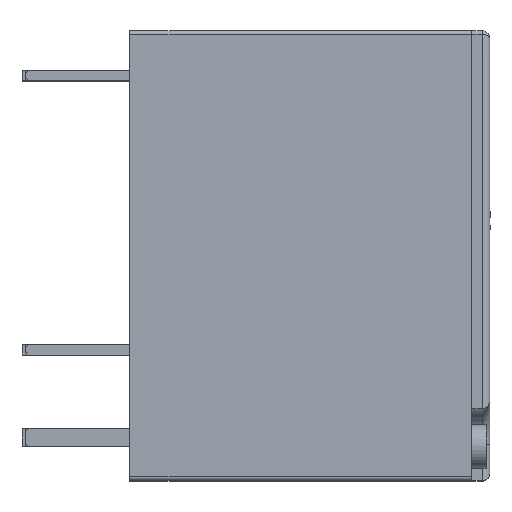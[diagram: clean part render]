
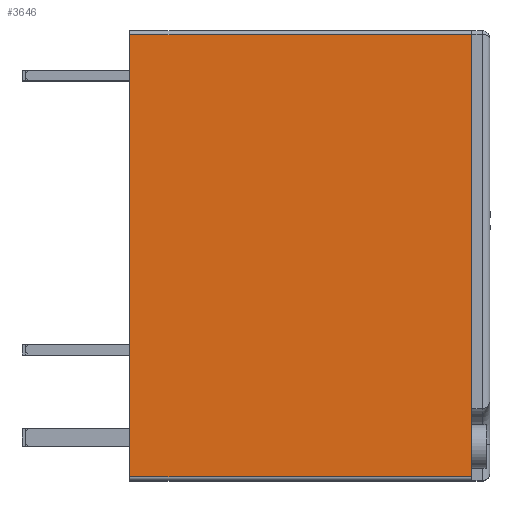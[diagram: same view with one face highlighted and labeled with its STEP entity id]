
A CAD part, top view. The second image highlights one B-rep face of the part: STEP entity #3646.
In plain terms, the highlighted planar face has unit normal (0, 0, 1).
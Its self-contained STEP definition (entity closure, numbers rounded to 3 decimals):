
#2318 = PLANE('',#2319);
#2319 = AXIS2_PLACEMENT_3D('',#2320,#2321,#2322);
#2320 = CARTESIAN_POINT('',(12.5,-0.95,-1.05));
#2321 = DIRECTION('',(1.,0.,0.));
#2322 = DIRECTION('',(0.,0.,1.));
#2375 = PLANE('',#2376);
#2376 = AXIS2_PLACEMENT_3D('',#2377,#2378,#2379);
#2377 = CARTESIAN_POINT('',(3.,-0.95,-1.05));
#2378 = DIRECTION('',(1.,0.,0.));
#2379 = DIRECTION('',(0.,0.,1.));
#2403 = CYLINDRICAL_SURFACE('',#2404,0.1);
#2404 = AXIS2_PLACEMENT_3D('',#2405,#2406,#2407);
#2405 = CARTESIAN_POINT('',(3.,-0.85,6.35));
#2406 = DIRECTION('',(1.,0.,0.));
#2407 = DIRECTION('',(0.,-1.,0.));
#2786 = PLANE('',#2787);
#2787 = AXIS2_PLACEMENT_3D('',#2788,#2789,#2790);
#2788 = CARTESIAN_POINT('',(12.5,-0.95,6.45));
#2789 = DIRECTION('',(0.,0.,1.));
#2790 = DIRECTION('',(1.,0.,0.));
#3077 = VERTEX_POINT('',#3078);
#3078 = CARTESIAN_POINT('',(12.5,1.05,6.45));
#3099 = EDGE_CURVE('',#3100,#3077,#3102,.T.);
#3100 = VERTEX_POINT('',#3101);
#3101 = CARTESIAN_POINT('',(12.5,-0.85,6.45));
#3102 = SURFACE_CURVE('',#3103,(#3107,#3114),.PCURVE_S1.);
#3103 = LINE('',#3104,#3105);
#3104 = CARTESIAN_POINT('',(12.5,-0.95,6.45));
#3105 = VECTOR('',#3106,1.);
#3106 = DIRECTION('',(0.,1.,0.));
#3107 = PCURVE('',#2318,#3108);
#3108 = DEFINITIONAL_REPRESENTATION('',(#3109),#3113);
#3109 = LINE('',#3110,#3111);
#3110 = CARTESIAN_POINT('',(7.5,0.));
#3111 = VECTOR('',#3112,1.);
#3112 = DIRECTION('',(0.,-1.));
#3113 = ( GEOMETRIC_REPRESENTATION_CONTEXT(2) 
PARAMETRIC_REPRESENTATION_CONTEXT() REPRESENTATION_CONTEXT('2D SPACE',''
  ) );
#3114 = PCURVE('',#3115,#3120);
#3115 = PLANE('',#3116);
#3116 = AXIS2_PLACEMENT_3D('',#3117,#3118,#3119);
#3117 = CARTESIAN_POINT('',(3.,-0.95,6.45));
#3118 = DIRECTION('',(0.,0.,1.));
#3119 = DIRECTION('',(1.,0.,0.));
#3120 = DEFINITIONAL_REPRESENTATION('',(#3121),#3125);
#3121 = LINE('',#3122,#3123);
#3122 = CARTESIAN_POINT('',(9.5,0.));
#3123 = VECTOR('',#3124,1.);
#3124 = DIRECTION('',(0.,1.));
#3125 = ( GEOMETRIC_REPRESENTATION_CONTEXT(2) 
PARAMETRIC_REPRESENTATION_CONTEXT() REPRESENTATION_CONTEXT('2D SPACE',''
  ) );
#3274 = VERTEX_POINT('',#3275);
#3275 = CARTESIAN_POINT('',(3.,11.45,6.45));
#3290 = CYLINDRICAL_SURFACE('',#3291,0.1);
#3291 = AXIS2_PLACEMENT_3D('',#3292,#3293,#3294);
#3292 = CARTESIAN_POINT('',(3.,11.45,6.35));
#3293 = DIRECTION('',(1.,0.,0.));
#3294 = DIRECTION('',(0.,1.,0.));
#3302 = EDGE_CURVE('',#3303,#3274,#3305,.T.);
#3303 = VERTEX_POINT('',#3304);
#3304 = CARTESIAN_POINT('',(3.,-0.85,6.45));
#3305 = SURFACE_CURVE('',#3306,(#3310,#3317),.PCURVE_S1.);
#3306 = LINE('',#3307,#3308);
#3307 = CARTESIAN_POINT('',(3.,-0.95,6.45));
#3308 = VECTOR('',#3309,1.);
#3309 = DIRECTION('',(0.,1.,0.));
#3310 = PCURVE('',#2375,#3311);
#3311 = DEFINITIONAL_REPRESENTATION('',(#3312),#3316);
#3312 = LINE('',#3313,#3314);
#3313 = CARTESIAN_POINT('',(7.5,0.));
#3314 = VECTOR('',#3315,1.);
#3315 = DIRECTION('',(0.,-1.));
#3316 = ( GEOMETRIC_REPRESENTATION_CONTEXT(2) 
PARAMETRIC_REPRESENTATION_CONTEXT() REPRESENTATION_CONTEXT('2D SPACE',''
  ) );
#3317 = PCURVE('',#3115,#3318);
#3318 = DEFINITIONAL_REPRESENTATION('',(#3319),#3323);
#3319 = LINE('',#3320,#3321);
#3320 = CARTESIAN_POINT('',(0.,0.));
#3321 = VECTOR('',#3322,1.);
#3322 = DIRECTION('',(0.,1.));
#3323 = ( GEOMETRIC_REPRESENTATION_CONTEXT(2) 
PARAMETRIC_REPRESENTATION_CONTEXT() REPRESENTATION_CONTEXT('2D SPACE',''
  ) );
#3355 = EDGE_CURVE('',#3303,#3100,#3356,.T.);
#3356 = SURFACE_CURVE('',#3357,(#3361,#3368),.PCURVE_S1.);
#3357 = LINE('',#3358,#3359);
#3358 = CARTESIAN_POINT('',(3.,-0.85,6.45));
#3359 = VECTOR('',#3360,1.);
#3360 = DIRECTION('',(1.,0.,0.));
#3361 = PCURVE('',#2403,#3362);
#3362 = DEFINITIONAL_REPRESENTATION('',(#3363),#3367);
#3363 = LINE('',#3364,#3365);
#3364 = CARTESIAN_POINT('',(-1.571,0.));
#3365 = VECTOR('',#3366,1.);
#3366 = DIRECTION('',(0.,1.));
#3367 = ( GEOMETRIC_REPRESENTATION_CONTEXT(2) 
PARAMETRIC_REPRESENTATION_CONTEXT() REPRESENTATION_CONTEXT('2D SPACE',''
  ) );
#3368 = PCURVE('',#3115,#3369);
#3369 = DEFINITIONAL_REPRESENTATION('',(#3370),#3374);
#3370 = LINE('',#3371,#3372);
#3371 = CARTESIAN_POINT('',(0.,0.1));
#3372 = VECTOR('',#3373,1.);
#3373 = DIRECTION('',(1.,0.));
#3374 = ( GEOMETRIC_REPRESENTATION_CONTEXT(2) 
PARAMETRIC_REPRESENTATION_CONTEXT() REPRESENTATION_CONTEXT('2D SPACE',''
  ) );
#3521 = VERTEX_POINT('',#3522);
#3522 = CARTESIAN_POINT('',(12.5,11.45,6.45));
#3543 = EDGE_CURVE('',#3077,#3521,#3544,.T.);
#3544 = SURFACE_CURVE('',#3545,(#3549,#3556),.PCURVE_S1.);
#3545 = LINE('',#3546,#3547);
#3546 = CARTESIAN_POINT('',(12.5,-0.95,6.45));
#3547 = VECTOR('',#3548,1.);
#3548 = DIRECTION('',(0.,1.,0.));
#3549 = PCURVE('',#2786,#3550);
#3550 = DEFINITIONAL_REPRESENTATION('',(#3551),#3555);
#3551 = LINE('',#3552,#3553);
#3552 = CARTESIAN_POINT('',(0.,0.));
#3553 = VECTOR('',#3554,1.);
#3554 = DIRECTION('',(0.,1.));
#3555 = ( GEOMETRIC_REPRESENTATION_CONTEXT(2) 
PARAMETRIC_REPRESENTATION_CONTEXT() REPRESENTATION_CONTEXT('2D SPACE',''
  ) );
#3556 = PCURVE('',#3115,#3557);
#3557 = DEFINITIONAL_REPRESENTATION('',(#3558),#3562);
#3558 = LINE('',#3559,#3560);
#3559 = CARTESIAN_POINT('',(9.5,0.));
#3560 = VECTOR('',#3561,1.);
#3561 = DIRECTION('',(0.,1.));
#3562 = ( GEOMETRIC_REPRESENTATION_CONTEXT(2) 
PARAMETRIC_REPRESENTATION_CONTEXT() REPRESENTATION_CONTEXT('2D SPACE',''
  ) );
#3646 = ADVANCED_FACE('',(#3647),#3115,.T.);
#3647 = FACE_BOUND('',#3648,.T.);
#3648 = EDGE_LOOP('',(#3649,#3650,#3651,#3652,#3653));
#3649 = ORIENTED_EDGE('',*,*,#3302,.F.);
#3650 = ORIENTED_EDGE('',*,*,#3355,.T.);
#3651 = ORIENTED_EDGE('',*,*,#3099,.T.);
#3652 = ORIENTED_EDGE('',*,*,#3543,.T.);
#3653 = ORIENTED_EDGE('',*,*,#3654,.F.);
#3654 = EDGE_CURVE('',#3274,#3521,#3655,.T.);
#3655 = SURFACE_CURVE('',#3656,(#3660,#3667),.PCURVE_S1.);
#3656 = LINE('',#3657,#3658);
#3657 = CARTESIAN_POINT('',(3.,11.45,6.45));
#3658 = VECTOR('',#3659,1.);
#3659 = DIRECTION('',(1.,0.,0.));
#3660 = PCURVE('',#3115,#3661);
#3661 = DEFINITIONAL_REPRESENTATION('',(#3662),#3666);
#3662 = LINE('',#3663,#3664);
#3663 = CARTESIAN_POINT('',(0.,12.4));
#3664 = VECTOR('',#3665,1.);
#3665 = DIRECTION('',(1.,0.));
#3666 = ( GEOMETRIC_REPRESENTATION_CONTEXT(2) 
PARAMETRIC_REPRESENTATION_CONTEXT() REPRESENTATION_CONTEXT('2D SPACE',''
  ) );
#3667 = PCURVE('',#3290,#3668);
#3668 = DEFINITIONAL_REPRESENTATION('',(#3669),#3673);
#3669 = LINE('',#3670,#3671);
#3670 = CARTESIAN_POINT('',(1.571,0.));
#3671 = VECTOR('',#3672,1.);
#3672 = DIRECTION('',(0.,1.));
#3673 = ( GEOMETRIC_REPRESENTATION_CONTEXT(2) 
PARAMETRIC_REPRESENTATION_CONTEXT() REPRESENTATION_CONTEXT('2D SPACE',''
  ) );
